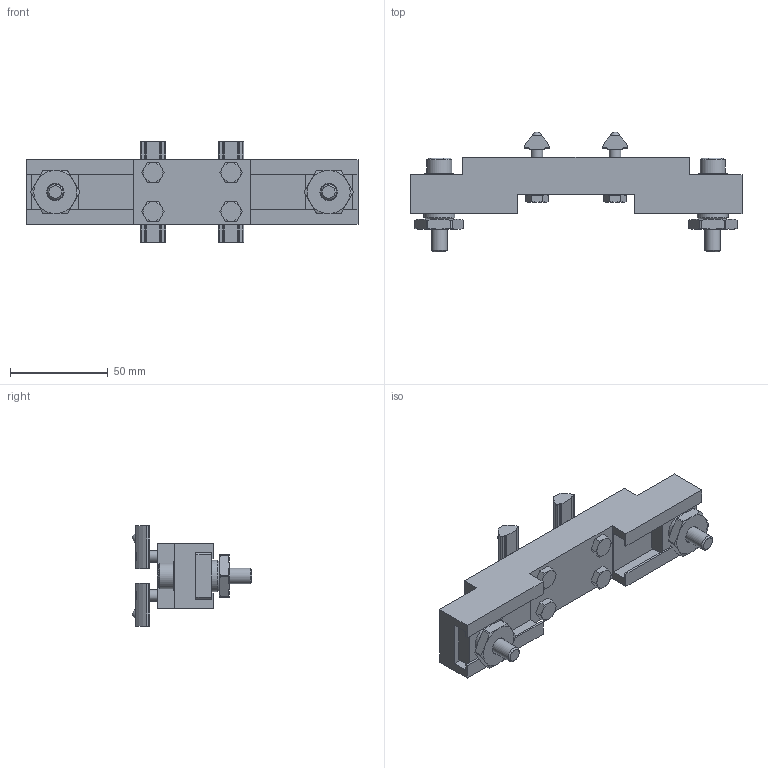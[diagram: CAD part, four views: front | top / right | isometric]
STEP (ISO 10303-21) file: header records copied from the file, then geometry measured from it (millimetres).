
FILE_DESCRIPTION(/* description */ ('STEP AP214'),/* implementation_level */ '2;1');
FILE_NAME(/* name */ '8047567_EADC-E15-120-E7',/* time_stamp */ '2024-08-26T15:45:00+02:00',/* author */ ('License CC BY-ND 4.0'),/* organization */ ('CADENAS'),/* preprocessor_version */ 'ST-DEVELOPER v19.3',/* originating_system */ 'PARTsolutions',/* authorisation */ ' ');
FILE_SCHEMA (('AUTOMOTIVE_DESIGN {1 0 10303 214 3 1 1}'));
Length unit declared in the file: millimetre
Products named in the file (8): 8047567 EADC-E15-120-E7; 2297668 EHMX-EGC-120-TB-KF; DIN-125B-1 -8.4(F); DIN-912 - M8x40(F); 1875165 EXCH-40/60; Hexagon bolt DIN 933 - M6x30; 150915 NST-8-M6; 1875151 LVBS16-15
Assembly tree (17 placements, depth 2):
  8047567 EADC-E15-120-E7
    2297668 EHMX-EGC-120-TB-KF
    DIN-125B-1 -8.4(F)  x2
    DIN-912 - M8x40(F)  x2
    1875165 EXCH-40/60  x2
    Hexagon bolt DIN 933 - M6x30  x4
    150915 NST-8-M6  x4
    1875151 LVBS16-15  x2
Bounding box: 170 x 61.2 x 51.5 mm (x, y, z)
Volume: 126961.4 mm3; surface area: 46042.2 mm2
Topology: 17 solids, 17 shells, 408 faces, 982 edges, 616 vertices
Faces by surface type: plane 190, cylinder 118, cone 92, torus 4, sphere 4
Full cylindrical faces by diameter (mm): 4.917 x4, 6 x4, 6.4 x4, 8 x2, 8.4 x2, 8.88 x4, 9 x2, 13 x2, 14.376 x2, 16 x4
Entity records: 5617 total; most frequent: CARTESIAN_POINT 1114, DIRECTION 888, ORIENTED_EDGE 836, EDGE_CURVE 418, AXIS2_PLACEMENT_3D 331, VERTEX_POINT 281, FACE_BOUND 243, EDGE_LOOP 242
